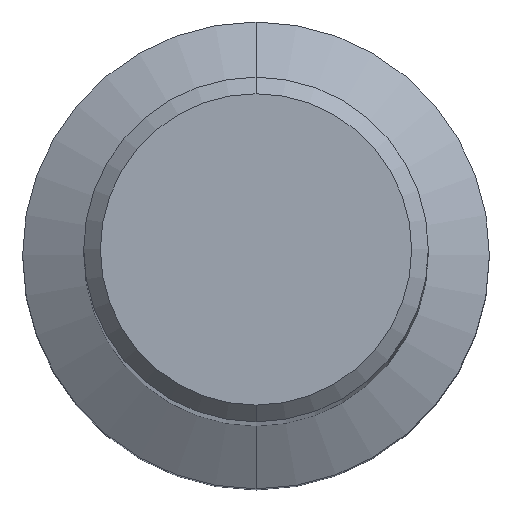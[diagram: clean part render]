
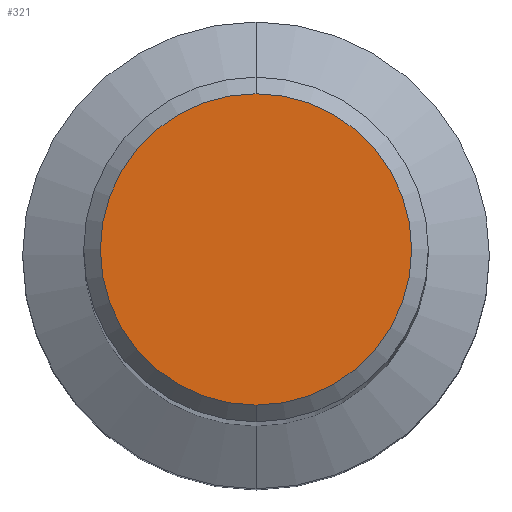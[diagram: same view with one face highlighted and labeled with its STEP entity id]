
A CAD part, top view. The second image highlights one B-rep face of the part: STEP entity #321.
In plain terms, the highlighted planar face has unit normal (0, 0, 1).
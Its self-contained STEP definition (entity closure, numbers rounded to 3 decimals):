
#321=ADVANCED_FACE('',(#721),#722,.T.);
#433=VERTEX_POINT('',#842);
#445=EDGE_CURVE('',#433,#561,#856,.T.);
#541=EDGE_CURVE('',#561,#433,#965,.T.);
#561=VERTEX_POINT('',#987);
#721=FACE_OUTER_BOUND('',#1230,.T.);
#722=PLANE('',#1231);
#842=CARTESIAN_POINT('',(0.,-3.705,0.0));
#856=CIRCLE('',#1487,3.705);
#965=CIRCLE('',#1717,3.705);
#987=CARTESIAN_POINT('',(0.0,3.705,0.0));
#1230=EDGE_LOOP('',(#1946,#1947));
#1231=AXIS2_PLACEMENT_3D('',#1948,#1949,#1950);
#1487=AXIS2_PLACEMENT_3D('',#2079,#2080,#2081);
#1717=AXIS2_PLACEMENT_3D('',#2207,#2208,#2209);
#1946=ORIENTED_EDGE('',*,*,#541,.F.);
#1947=ORIENTED_EDGE('',*,*,#445,.F.);
#1948=CARTESIAN_POINT('',(0.0,1.853,0.0));
#1949=DIRECTION('',(-0.0,0.0,1.0));
#1950=DIRECTION('',(0.0,-1.0,0.0));
#2079=CARTESIAN_POINT('',(0.0,0.0,0.0));
#2080=DIRECTION('',(0.0,0.0,-1.0));
#2081=DIRECTION('',(0.0,1.0,0.0));
#2207=CARTESIAN_POINT('',(0.0,0.0,0.0));
#2208=DIRECTION('',(0.0,0.0,-1.0));
#2209=DIRECTION('',(0.0,1.0,0.0));
